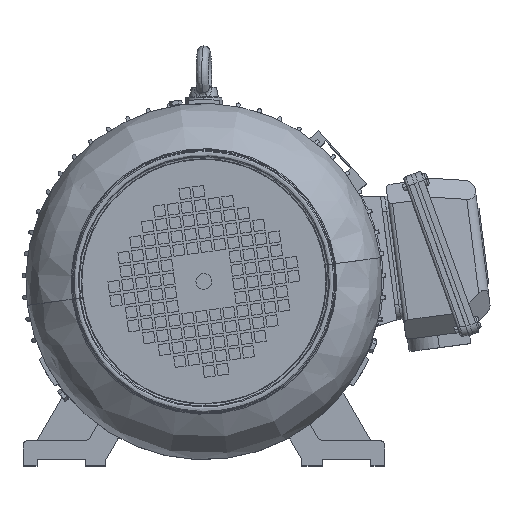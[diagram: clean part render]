
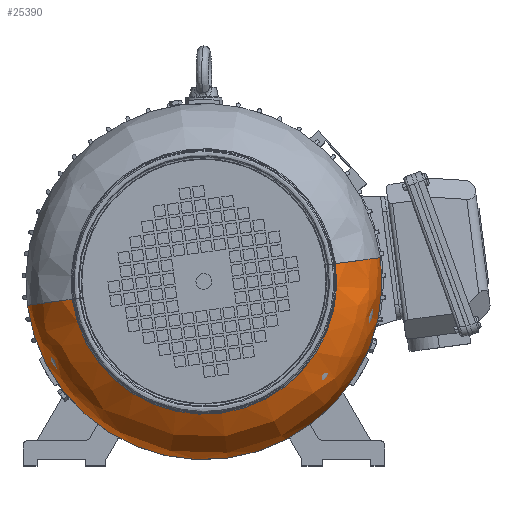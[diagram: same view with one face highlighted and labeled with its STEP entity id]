
A CAD part, top view. The second image highlights one B-rep face of the part: STEP entity #25390.
In plain terms, the highlighted free-form (B-spline) face has degree [3, 3] with [4, 4] control points.
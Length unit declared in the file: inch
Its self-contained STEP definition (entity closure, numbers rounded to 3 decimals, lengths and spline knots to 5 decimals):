
#1126 = CARTESIAN_POINT ( 'NONE',  ( -7.86277, -0.12084, 9.3119 ) ) ;
#1861 = CARTESIAN_POINT ( 'NONE',  ( -7.06431, -0.01291, 9.62055 ) ) ;
#4050 = CARTESIAN_POINT ( 'NONE',  ( 0.45123, 1.00296, 9.62055 ) ) ;
#4498 = DIRECTION ( 'NONE',  ( 0., 0., -1. ) ) ;
#5285 = AXIS2_PLACEMENT_3D ( 'NONE', #29251, #4498, #50087 ) ;
#10005 = CARTESIAN_POINT ( 'NONE',  ( 1.73423, 1.17638, 7.73819 ) ) ;
#11447 = ORIENTED_EDGE ( 'NONE', *, *, #35648, .T. ) ;
#16512 = VERTEX_POINT ( 'NONE', #1861 ) ;
#17046 = CARTESIAN_POINT ( 'NONE',  ( 0.45123, 1.00296, 9.62055 ) ) ;
#18476 = EDGE_LOOP ( 'NONE', ( #33788, #11447, #24803, #30209 ) ) ;
#19731 = CARTESIAN_POINT ( 'NONE',  ( -3.30654, 0.49503, 9.62055 ) ) ;
#21443 = CARTESIAN_POINT ( 'NONE',  ( -8.34732, -0.18633, 7.73819 ) ) ;
#24470 = DIRECTION ( 'NONE',  ( -0.991, -0.134, 0. ) ) ;
#24803 = ORIENTED_EDGE ( 'NONE', *, *, #33885, .T. ) ;
#25390 = ADVANCED_FACE ( 'NONE', ( #31105 ), #26593, .T. ) ;
#26196 = CARTESIAN_POINT ( 'NONE',  ( -6.9846, -10.26788, 8.601 ) ) ;
#26523 = CARTESIAN_POINT ( 'NONE',  ( -8.34732, -0.18633, 8.601 ) ) ;
#26593 =( BOUNDED_SURFACE ( )  B_SPLINE_SURFACE ( 3, 3, ( 
 ( #35686, #31756, #45767, #41525 ),
 ( #55827, #32067, #26196, #26523 ),
 ( #56135, #61681, #46718, #1126 ),
 ( #17046, #55509, #36960, #36632 ) ),
 .UNSPECIFIED., .F., .F., .F. ) 
 B_SPLINE_SURFACE_WITH_KNOTS ( ( 4, 4 ),
 ( 4, 4 ),
 ( 0., 1. ),
 ( 0., 1. ),
 .UNSPECIFIED. ) 
 GEOMETRIC_REPRESENTATION_ITEM ( )  RATIONAL_B_SPLINE_SURFACE ( (
 ( 1., 0.333, 0.333, 1.),
 ( 0.883, 0.294, 0.294, 0.883),
 ( 0.883, 0.294, 0.294, 0.883),
 ( 1., 0.333, 0.333, 1.) ) ) 
 REPRESENTATION_ITEM ( '' )  SURFACE ( )  );
#28716 = DIRECTION ( 'NONE',  ( -0.134, 0.991, 0. ) ) ;
#29251 = CARTESIAN_POINT ( 'NONE',  ( -3.30654, 0.49503, 7.73819 ) ) ;
#29710 = CARTESIAN_POINT ( 'NONE',  ( -6.34973, 0.08368, 7.73819 ) ) ;
#29767 = CIRCLE ( 'NONE', #56775, 3.79194 ) ;
#30209 = ORIENTED_EDGE ( 'NONE', *, *, #54531, .F. ) ;
#31105 = FACE_OUTER_BOUND ( 'NONE', #18476, .T. ) ;
#31273 = CIRCLE ( 'NONE', #5285, 5.08661 ) ;
#31756 = CARTESIAN_POINT ( 'NONE',  ( 3.09694, -8.90516, 7.73819 ) ) ;
#32067 = CARTESIAN_POINT ( 'NONE',  ( 3.09694, -8.90516, 8.601 ) ) ;
#33788 = ORIENTED_EDGE ( 'NONE', *, *, #36305, .F. ) ;
#33885 = EDGE_CURVE ( 'NONE', #53821, #16512, #29767, .T. ) ;
#34722 = DIRECTION ( 'NONE',  ( 0.991, 0.134, 0. ) ) ;
#35648 = EDGE_CURVE ( 'NONE', #40536, #53821, #45533, .T. ) ;
#35686 = CARTESIAN_POINT ( 'NONE',  ( 1.73423, 1.17638, 7.73819 ) ) ;
#36305 = EDGE_CURVE ( 'NONE', #40536, #44424, #31273, .T. ) ;
#36632 = CARTESIAN_POINT ( 'NONE',  ( -7.06431, -0.01291, 9.62055 ) ) ;
#36960 = CARTESIAN_POINT ( 'NONE',  ( -6.04844, -7.52844, 9.62055 ) ) ;
#38689 = DIRECTION ( 'NONE',  ( -0.991, -0.134, 0. ) ) ;
#40536 = VERTEX_POINT ( 'NONE', #10005 ) ;
#41346 = AXIS2_PLACEMENT_3D ( 'NONE', #44806, #59431, #34722 ) ;
#41525 = CARTESIAN_POINT ( 'NONE',  ( -8.34732, -0.18633, 7.73819 ) ) ;
#44424 = VERTEX_POINT ( 'NONE', #21443 ) ;
#44806 = CARTESIAN_POINT ( 'NONE',  ( -0.26335, 0.90637, 7.73819 ) ) ;
#45533 = CIRCLE ( 'NONE', #41346, 2.01575 ) ;
#45767 = CARTESIAN_POINT ( 'NONE',  ( -6.9846, -10.26788, 7.73819 ) ) ;
#46718 = CARTESIAN_POINT ( 'NONE',  ( -6.63105, -9.23329, 9.3119 ) ) ;
#50087 = DIRECTION ( 'NONE',  ( -0.991, -0.134, 0. ) ) ;
#51950 = CIRCLE ( 'NONE', #63375, 2.01575 ) ;
#53821 = VERTEX_POINT ( 'NONE', #4050 ) ;
#54531 = EDGE_CURVE ( 'NONE', #44424, #16512, #51950, .T. ) ;
#55509 = CARTESIAN_POINT ( 'NONE',  ( 1.46709, -6.51258, 9.62055 ) ) ;
#55827 = CARTESIAN_POINT ( 'NONE',  ( 1.73423, 1.17638, 8.601 ) ) ;
#56135 = CARTESIAN_POINT ( 'NONE',  ( 1.24969, 1.11089, 9.3119 ) ) ;
#56775 = AXIS2_PLACEMENT_3D ( 'NONE', #19731, #59182, #38689 ) ;
#59182 = DIRECTION ( 'NONE',  ( 0., 0., -1. ) ) ;
#59431 = DIRECTION ( 'NONE',  ( 0.134, -0.991, 0. ) ) ;
#61681 = CARTESIAN_POINT ( 'NONE',  ( 2.48141, -8.00157, 9.3119 ) ) ;
#63375 = AXIS2_PLACEMENT_3D ( 'NONE', #29710, #28716, #24470 ) ;
